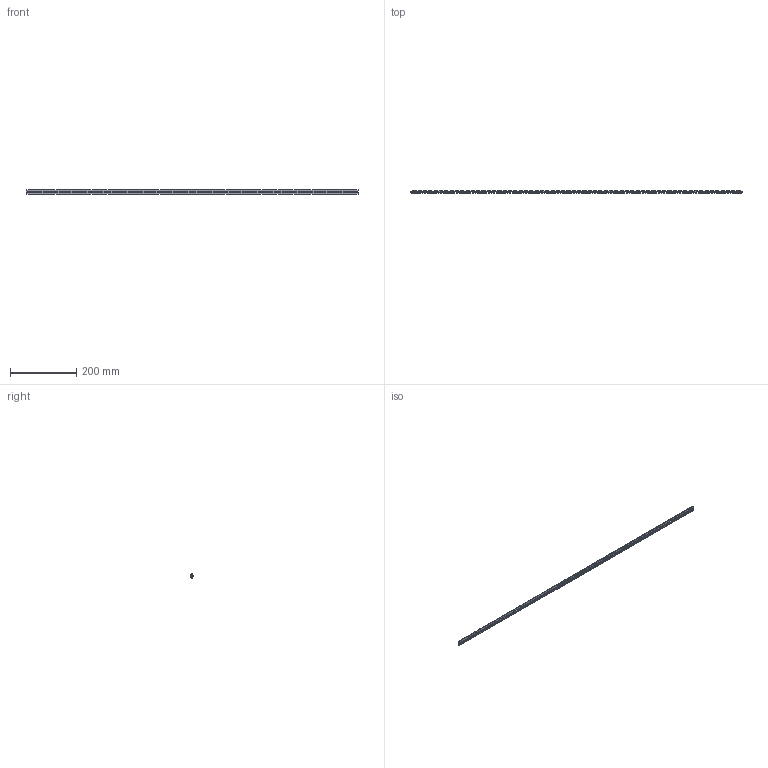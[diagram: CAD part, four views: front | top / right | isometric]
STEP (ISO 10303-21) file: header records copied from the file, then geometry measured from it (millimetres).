
FILE_DESCRIPTION (( 'STEP AP203' ), '1' );
FILE_NAME ('(Nötr) Vidalý Topraklama Barasý - 62 Vida (2mm).STEP', '2019-12-04T06:54:02', ( '' ), ( '' ), 'SwSTEP 2.0', 'SolidWorks 2011', '' );
FILE_SCHEMA (( 'CONFIG_CONTROL_DESIGN' ));
Products named in the file (1): (Nötr) Vidalý Topraklama Barasý - 62 Vida (2mm)
Bounding box: 1000 x 11.15 x 15 mm (x, y, z)
Volume: 57406.9 mm3; surface area: 58200.2 mm2
Topology: 1 solids, 63 shells, 3110 faces, 8208 edges, 5348 vertices
Faces by surface type: plane 2180, cylinder 744, cone 124, bspline 62
Entity records: 97151 total; most frequent: CARTESIAN_POINT 19333, ORIENTED_EDGE 16416, DIRECTION 15546, EDGE_CURVE 8208, VECTOR 5976, LINE 5976, VERTEX_POINT 5348, AXIS2_PLACEMENT_3D 4785
